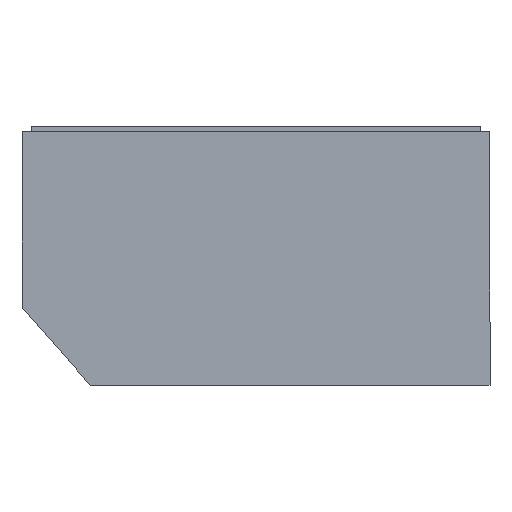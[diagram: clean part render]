
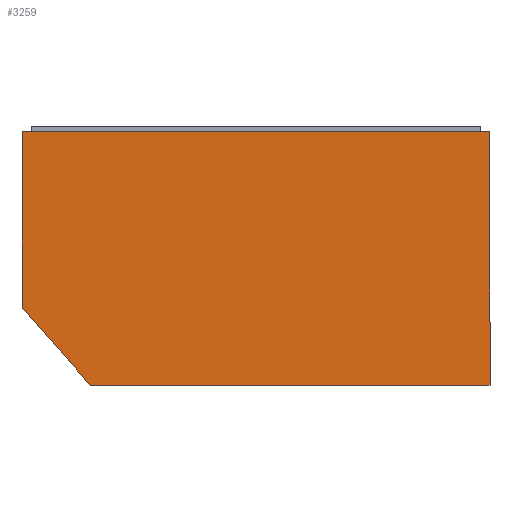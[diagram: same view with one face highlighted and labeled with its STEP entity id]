
A CAD part, front view. The second image highlights one B-rep face of the part: STEP entity #3259.
In plain terms, the highlighted planar face has unit normal (0, -1, 0).
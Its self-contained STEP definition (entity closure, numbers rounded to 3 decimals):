
#989=ORIENTED_EDGE('',*,*,#1479,.T.);
#990=ORIENTED_EDGE('',*,*,#1483,.T.);
#991=ORIENTED_EDGE('',*,*,#1486,.T.);
#992=ORIENTED_EDGE('',*,*,#1489,.T.);
#993=ORIENTED_EDGE('',*,*,#1492,.T.);
#1479=EDGE_CURVE('',#1804,#1805,#2211,.T.);
#1483=EDGE_CURVE('',#1805,#1808,#2215,.T.);
#1486=EDGE_CURVE('',#1808,#1810,#2218,.T.);
#1489=EDGE_CURVE('',#1810,#1812,#2221,.T.);
#1492=EDGE_CURVE('',#1812,#1804,#2224,.T.);
#1804=VERTEX_POINT('',#5224);
#1805=VERTEX_POINT('',#5225);
#1808=VERTEX_POINT('',#5233);
#1810=VERTEX_POINT('',#5239);
#1812=VERTEX_POINT('',#5245);
#2211=LINE('',#5223,#2635);
#2215=LINE('',#5232,#2639);
#2218=LINE('',#5238,#2642);
#2221=LINE('',#5244,#2645);
#2224=LINE('',#5250,#2648);
#2635=VECTOR('',#4280,1000.);
#2639=VECTOR('',#4286,1000.);
#2642=VECTOR('',#4291,1000.);
#2645=VECTOR('',#4296,1000.);
#2648=VECTOR('',#4301,1000.);
#2811=EDGE_LOOP('',(#989,#990,#991,#992,#993));
#2973=FACE_BOUND('',#2811,.T.);
#3112=PLANE('',#3506);
#3259=ADVANCED_FACE('',(#2973),#3112,.T.);
#3506=AXIS2_PLACEMENT_3D('',#5256,#4308,#4309);
#4280=DIRECTION('',(-1.,0.,0.));
#4286=DIRECTION('',(0.,0.,-1.));
#4291=DIRECTION('',(1.,0.,0.));
#4296=DIRECTION('',(0.,0.,1.));
#4301=DIRECTION('',(-0.659,0.,0.753));
#4308=DIRECTION('',(0.,-1.,0.));
#4309=DIRECTION('',(0.,0.,-1.));
#5223=CARTESIAN_POINT('',(2.05,0.,1.3));
#5224=CARTESIAN_POINT('',(2.05,0.,1.3));
#5225=CARTESIAN_POINT('',(-2.05,0.,1.3));
#5232=CARTESIAN_POINT('',(-2.05,0.,1.3));
#5233=CARTESIAN_POINT('',(-2.05,0.,-1.3));
#5238=CARTESIAN_POINT('',(-2.05,0.,-1.3));
#5239=CARTESIAN_POINT('',(2.75,0.,-1.3));
#5244=CARTESIAN_POINT('',(2.75,0.,-1.3));
#5245=CARTESIAN_POINT('',(2.75,0.,0.5));
#5250=CARTESIAN_POINT('',(2.75,0.,0.5));
#5256=CARTESIAN_POINT('',(0.,0.,0.));
